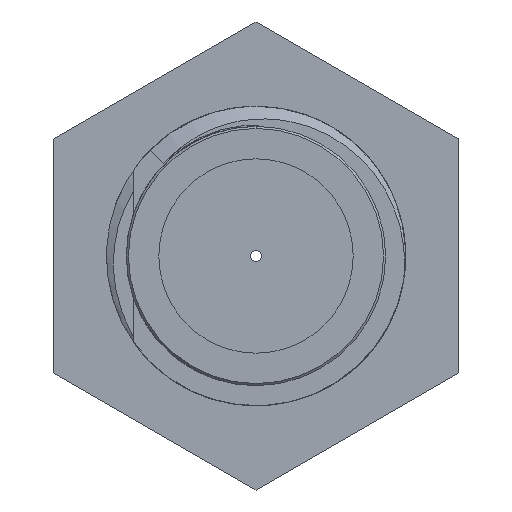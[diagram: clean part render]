
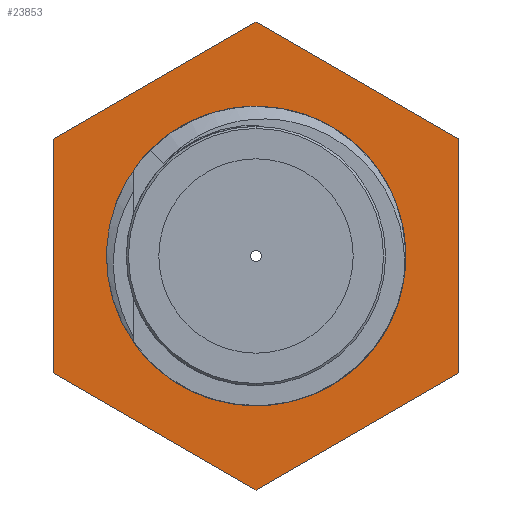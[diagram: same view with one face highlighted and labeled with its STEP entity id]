
A CAD part, front view. The second image highlights one B-rep face of the part: STEP entity #23853.
In plain terms, the highlighted planar face has unit normal (0, -1, 0).
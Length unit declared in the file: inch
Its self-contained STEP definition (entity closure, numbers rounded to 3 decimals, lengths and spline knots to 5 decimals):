
#190 = CARTESIAN_POINT ( 'NONE',  ( -0.1875, 0., -0.10825 ) ) ;
#744 = PLANE ( 'NONE',  #2302 ) ;
#831 = EDGE_CURVE ( 'NONE', #20978, #2818, #7980, .T. ) ;
#1159 = CIRCLE ( 'NONE', #19743, 0.1385 ) ;
#1183 = CARTESIAN_POINT ( 'NONE',  ( 0.1875, 0., 0.10825 ) ) ;
#1293 = ORIENTED_EDGE ( 'NONE', *, *, #23954, .T. ) ;
#1832 = CARTESIAN_POINT ( 'NONE',  ( 0., 0., -0.21651 ) ) ;
#1967 = VECTOR ( 'NONE', #17568, 39.37008 ) ;
#1989 = VECTOR ( 'NONE', #6382, 39.37008 ) ;
#2302 = AXIS2_PLACEMENT_3D ( 'NONE', #14487, #16467, #18434 ) ;
#2715 = CIRCLE ( 'NONE', #18220, 0.1385 ) ;
#2818 = VERTEX_POINT ( 'NONE', #21624 ) ;
#3290 = EDGE_LOOP ( 'NONE', ( #7009, #1293, #13308, #17432, #22841, #3608 ) ) ;
#3403 = CARTESIAN_POINT ( 'NONE',  ( 0.1875, 0., 0.10825 ) ) ;
#3608 = ORIENTED_EDGE ( 'NONE', *, *, #23762, .T. ) ;
#4774 = CARTESIAN_POINT ( 'NONE',  ( 0., 0., 0. ) ) ;
#4904 = CARTESIAN_POINT ( 'NONE',  ( 0.1875, 0., -0.10825 ) ) ;
#5119 = EDGE_CURVE ( 'NONE', #7098, #20978, #5206, .T. ) ;
#5184 = CARTESIAN_POINT ( 'NONE',  ( 0., 0., 0. ) ) ;
#5206 = CIRCLE ( 'NONE', #10462, 0.1385 ) ;
#6382 = DIRECTION ( 'NONE',  ( 0.866, 0., -0.5 ) ) ;
#6575 = VECTOR ( 'NONE', #19135, 39.37008 ) ;
#6928 = CARTESIAN_POINT ( 'NONE',  ( 0., 0., -0.21651 ) ) ;
#6961 = EDGE_CURVE ( 'NONE', #10163, #14197, #10405, .T. ) ;
#7009 = ORIENTED_EDGE ( 'NONE', *, *, #6961, .T. ) ;
#7098 = VERTEX_POINT ( 'NONE', #12369 ) ;
#7123 = ORIENTED_EDGE ( 'NONE', *, *, #831, .F. ) ;
#7805 = LINE ( 'NONE', #19630, #1967 ) ;
#7980 = CIRCLE ( 'NONE', #10612, 0.1385 ) ;
#8160 = CARTESIAN_POINT ( 'NONE',  ( 0.1875, 0., -0.10825 ) ) ;
#8702 = VERTEX_POINT ( 'NONE', #6928 ) ;
#8751 = LINE ( 'NONE', #22209, #1989 ) ;
#8864 = DIRECTION ( 'NONE',  ( -0.866, 0., -0.5 ) ) ;
#9532 = CARTESIAN_POINT ( 'NONE',  ( -0.1875, 0., 0.10825 ) ) ;
#9665 = LINE ( 'NONE', #3403, #6575 ) ;
#9751 = EDGE_CURVE ( 'NONE', #10525, #7098, #2715, .T. ) ;
#9900 = EDGE_CURVE ( 'NONE', #2818, #10525, #1159, .T. ) ;
#9990 = ORIENTED_EDGE ( 'NONE', *, *, #5119, .F. ) ;
#10163 = VERTEX_POINT ( 'NONE', #21027 ) ;
#10405 = LINE ( 'NONE', #16852, #18098 ) ;
#10462 = AXIS2_PLACEMENT_3D ( 'NONE', #14185, #14270, #16079 ) ;
#10525 = VERTEX_POINT ( 'NONE', #15509 ) ;
#10612 = AXIS2_PLACEMENT_3D ( 'NONE', #21362, #19298, #23333 ) ;
#11118 = VERTEX_POINT ( 'NONE', #4904 ) ;
#11191 = LINE ( 'NONE', #8160, #24755 ) ;
#11781 = DIRECTION ( 'NONE',  ( 0., 0., 1. ) ) ;
#12369 = CARTESIAN_POINT ( 'NONE',  ( 0., 0., -0.1385 ) ) ;
#13169 = EDGE_LOOP ( 'NONE', ( #22836, #7123, #9990, #15347 ) ) ;
#13308 = ORIENTED_EDGE ( 'NONE', *, *, #21952, .T. ) ;
#13351 = LINE ( 'NONE', #1832, #19506 ) ;
#13360 = DIRECTION ( 'NONE',  ( 0., -1., 0. ) ) ;
#14185 = CARTESIAN_POINT ( 'NONE',  ( 0., 0., 0. ) ) ;
#14197 = VERTEX_POINT ( 'NONE', #9532 ) ;
#14269 = FACE_OUTER_BOUND ( 'NONE', #3290, .T. ) ;
#14270 = DIRECTION ( 'NONE',  ( 0., -1., 0. ) ) ;
#14487 = CARTESIAN_POINT ( 'NONE',  ( 0., 0., 0. ) ) ;
#15347 = ORIENTED_EDGE ( 'NONE', *, *, #9751, .F. ) ;
#15509 = CARTESIAN_POINT ( 'NONE',  ( -0.07874, 0., -0.11394 ) ) ;
#16079 = DIRECTION ( 'NONE',  ( 0., 0., 1. ) ) ;
#16467 = DIRECTION ( 'NONE',  ( 0., 1., 0. ) ) ;
#16852 = CARTESIAN_POINT ( 'NONE',  ( 0., 0., 0.21651 ) ) ;
#17432 = ORIENTED_EDGE ( 'NONE', *, *, #23284, .T. ) ;
#17554 = DIRECTION ( 'NONE',  ( 0.866, 0., 0.5 ) ) ;
#17568 = DIRECTION ( 'NONE',  ( 0., 0., -1. ) ) ;
#18098 = VECTOR ( 'NONE', #8864, 39.37008 ) ;
#18220 = AXIS2_PLACEMENT_3D ( 'NONE', #5184, #13360, #24979 ) ;
#18434 = DIRECTION ( 'NONE',  ( 0., 0., 1. ) ) ;
#18528 = DIRECTION ( 'NONE',  ( 0., 0., 1. ) ) ;
#18888 = FACE_BOUND ( 'NONE', #13169, .T. ) ;
#19135 = DIRECTION ( 'NONE',  ( -0.866, 0., 0.5 ) ) ;
#19298 = DIRECTION ( 'NONE',  ( 0., -1., 0. ) ) ;
#19383 = CARTESIAN_POINT ( 'NONE',  ( 0., 0., 0.1385 ) ) ;
#19506 = VECTOR ( 'NONE', #17554, 39.37008 ) ;
#19630 = CARTESIAN_POINT ( 'NONE',  ( -0.1875, 0., 0.10825 ) ) ;
#19743 = AXIS2_PLACEMENT_3D ( 'NONE', #4774, #22405, #18528 ) ;
#20978 = VERTEX_POINT ( 'NONE', #19383 ) ;
#21027 = CARTESIAN_POINT ( 'NONE',  ( 0., 0., 0.21651 ) ) ;
#21362 = CARTESIAN_POINT ( 'NONE',  ( 0., 0., 0. ) ) ;
#21624 = CARTESIAN_POINT ( 'NONE',  ( -0.00435, 0., 0.13843 ) ) ;
#21952 = EDGE_CURVE ( 'NONE', #23001, #8702, #8751, .T. ) ;
#22209 = CARTESIAN_POINT ( 'NONE',  ( -0.1875, 0., -0.10825 ) ) ;
#22405 = DIRECTION ( 'NONE',  ( 0., -1., 0. ) ) ;
#22769 = VERTEX_POINT ( 'NONE', #1183 ) ;
#22836 = ORIENTED_EDGE ( 'NONE', *, *, #9900, .F. ) ;
#22841 = ORIENTED_EDGE ( 'NONE', *, *, #24609, .T. ) ;
#23001 = VERTEX_POINT ( 'NONE', #190 ) ;
#23284 = EDGE_CURVE ( 'NONE', #8702, #11118, #13351, .T. ) ;
#23333 = DIRECTION ( 'NONE',  ( 0., 0., 1. ) ) ;
#23762 = EDGE_CURVE ( 'NONE', #22769, #10163, #9665, .T. ) ;
#23853 = ADVANCED_FACE ( 'NONE', ( #14269, #18888 ), #744, .F. ) ;
#23954 = EDGE_CURVE ( 'NONE', #14197, #23001, #7805, .T. ) ;
#24609 = EDGE_CURVE ( 'NONE', #11118, #22769, #11191, .T. ) ;
#24755 = VECTOR ( 'NONE', #11781, 39.37008 ) ;
#24979 = DIRECTION ( 'NONE',  ( 0., 0., 1. ) ) ;
